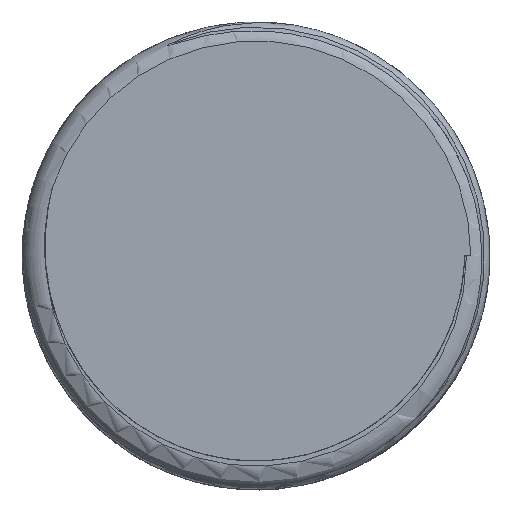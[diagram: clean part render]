
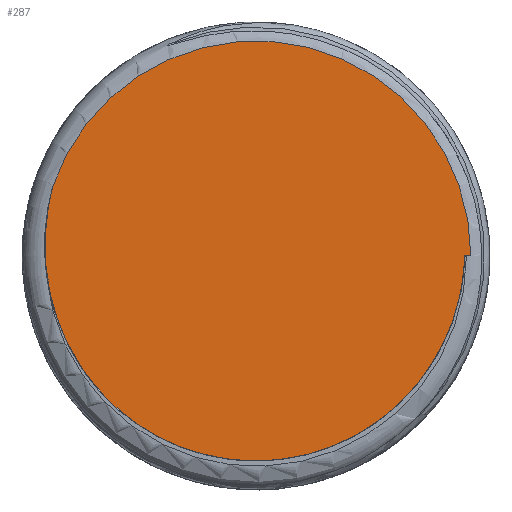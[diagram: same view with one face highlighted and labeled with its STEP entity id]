
A CAD part, top view. The second image highlights one B-rep face of the part: STEP entity #287.
In plain terms, the highlighted planar face has unit normal (0, 0, 1).
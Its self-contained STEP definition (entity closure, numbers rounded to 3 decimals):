
#23=CIRCLE('',#313,18.294);
#32=PLANE('',#322);
#38=LINE('',#1263,#44);
#44=VECTOR('',#367,10.);
#60=FACE_OUTER_BOUND('',#77,.T.);
#77=EDGE_LOOP('',(#258,#259,#260));
#105=B_SPLINE_CURVE_WITH_KNOTS('',3,(#1847,#1848,#1849,#1850,#1851,#1852,
#1853,#1854,#1855,#1856,#1857,#1858,#1859,#1860,#1861,#1862,#1863,#1864,
#1865,#1866,#1867,#1868),.UNSPECIFIED.,.F.,.F.,(4,2,2,2,2,2,2,2,2,2,4),
(-12.737,-12.402,-12.036,-11.486,
-10.928,-10.361,-9.783,-9.204,
-8.619,-8.116,-7.85),.UNSPECIFIED.);
#126=VERTEX_POINT('',#731);
#127=VERTEX_POINT('',#736);
#135=VERTEX_POINT('',#1262);
#159=EDGE_CURVE('',#127,#126,#23,.T.);
#171=EDGE_CURVE('',#127,#135,#38,.T.);
#176=EDGE_CURVE('',#135,#126,#105,.T.);
#258=ORIENTED_EDGE('',*,*,#159,.T.);
#259=ORIENTED_EDGE('',*,*,#176,.F.);
#260=ORIENTED_EDGE('',*,*,#171,.F.);
#287=ADVANCED_FACE('',(#60),#32,.T.);
#313=AXIS2_PLACEMENT_3D('',#737,#351,#352);
#322=AXIS2_PLACEMENT_3D('',#5028,#370,#371);
#351=DIRECTION('center_axis',(0.,0.,1.));
#352=DIRECTION('ref_axis',(1.,0.,0.));
#367=DIRECTION('',(-1.,0.,0.));
#370=DIRECTION('center_axis',(0.,0.,1.));
#371=DIRECTION('ref_axis',(1.,0.,0.));
#731=CARTESIAN_POINT('',(-17.337,5.839,30.));
#736=CARTESIAN_POINT('',(18.294,0.,30.));
#737=CARTESIAN_POINT('Origin',(0.,0.,30.));
#1262=CARTESIAN_POINT('',(17.814,0.,30.));
#1263=CARTESIAN_POINT('',(9.35,0.,30.));
#1847=CARTESIAN_POINT('Ctrl Pts',(17.814,0.,
30.));
#1848=CARTESIAN_POINT('Ctrl Pts',(17.772,-1.37,30.));
#1849=CARTESIAN_POINT('Ctrl Pts',(17.578,-2.73,30.));
#1850=CARTESIAN_POINT('Ctrl Pts',(16.855,-5.509,30.));
#1851=CARTESIAN_POINT('Ctrl Pts',(16.299,-6.908,30.));
#1852=CARTESIAN_POINT('Ctrl Pts',(14.491,-10.197,30.));
#1853=CARTESIAN_POINT('Ctrl Pts',(13.045,-11.948,30.));
#1854=CARTESIAN_POINT('Ctrl Pts',(9.554,-14.841,30.));
#1855=CARTESIAN_POINT('Ctrl Pts',(7.534,-15.946,30.));
#1856=CARTESIAN_POINT('Ctrl Pts',(3.15,-17.343,30.));
#1857=CARTESIAN_POINT('Ctrl Pts',(0.825,-17.607,30.));
#1858=CARTESIAN_POINT('Ctrl Pts',(-3.844,-17.223,30.));
#1859=CARTESIAN_POINT('Ctrl Pts',(-6.141,-16.559,30.));
#1860=CARTESIAN_POINT('Ctrl Pts',(-10.343,-14.371,30.));
#1861=CARTESIAN_POINT('Ctrl Pts',(-12.205,-12.87,30.));
#1862=CARTESIAN_POINT('Ctrl Pts',(-15.258,-9.211,30.));
#1863=CARTESIAN_POINT('Ctrl Pts',(-16.409,-7.088,30.));
#1864=CARTESIAN_POINT('Ctrl Pts',(-17.734,-2.833,30.));
#1865=CARTESIAN_POINT('Ctrl Pts',(-18.111,-0.469,
30.));
#1866=CARTESIAN_POINT('Ctrl Pts',(-17.809,3.666,30.));
#1867=CARTESIAN_POINT('Ctrl Pts',(-17.566,4.886,30.));
#1868=CARTESIAN_POINT('Ctrl Pts',(-17.337,5.839,30.));
#5028=CARTESIAN_POINT('Origin',(0.,0.,30.));
